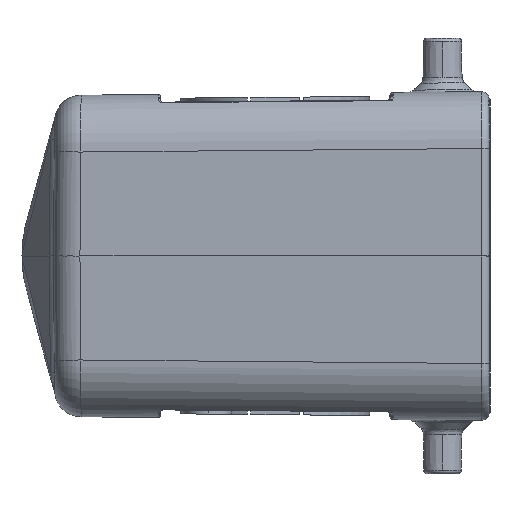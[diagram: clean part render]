
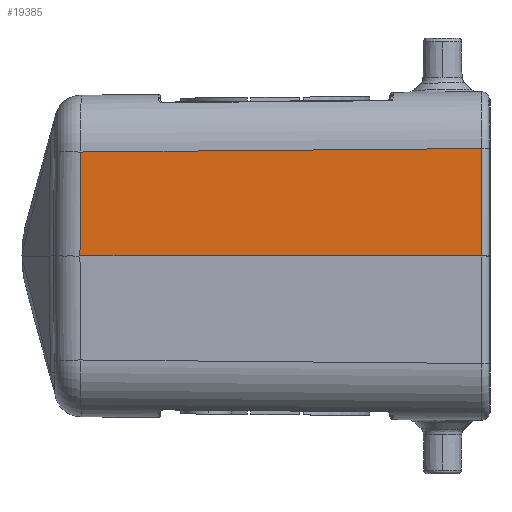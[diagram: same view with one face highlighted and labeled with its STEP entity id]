
A CAD part, left-side view. The second image highlights one B-rep face of the part: STEP entity #19385.
In plain terms, the highlighted planar face has unit normal (-1, 0.009, 0.009).
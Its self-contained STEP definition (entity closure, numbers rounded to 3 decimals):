
#5384=CARTESIAN_POINT('',(-36.033,123.531,
0.));
#5386=DIRECTION('',(-0.009,-1.,0.));
#5387=VECTOR('',#5386,52.524);
#5388=CARTESIAN_POINT('',(-36.033,123.531,
0.));
#5389=LINE('',#5388,#5387);
#5390=DIRECTION('',(-0.009,0.009,-1.));
#5391=VECTOR('',#5390,13.601);
#5392=CARTESIAN_POINT('',(-35.915,123.412,13.6));
#5393=LINE('',#5392,#5391);
#5394=DIRECTION('',(0.009,1.,-0.009));
#5395=VECTOR('',#5394,52.409);
#5396=CARTESIAN_POINT('',(-36.369,71.007,14.057));
#5397=LINE('',#5396,#5395);
#6182=DIRECTION('',(-0.009,0.,-1.));
#6183=VECTOR('',#6182,14.057);
#6184=CARTESIAN_POINT('',(-36.369,71.007,14.057));
#6185=LINE('',#6184,#6183);
#9062=CARTESIAN_POINT('',(-36.369,71.007,14.057));
#9063=CARTESIAN_POINT('',(-35.915,123.412,13.6));
#9064=VERTEX_POINT('',#9062);
#9065=VERTEX_POINT('',#9063);
#9496=VERTEX_POINT('',#5384);
#9612=CARTESIAN_POINT('',(-36.491,71.009,
0.));
#9613=VERTEX_POINT('',#9612);
#19372=CARTESIAN_POINT('',(-36.302,70.,22.725));
#19373=DIRECTION('',(-1.,0.009,0.009));
#19374=DIRECTION('',(-0.009,-1.,0.));
#19375=AXIS2_PLACEMENT_3D('',#19372,#19373,#19374);
#19376=PLANE('',#19375);
#19378=ORIENTED_EDGE('',*,*,#19377,.F.);
#19379=ORIENTED_EDGE('',*,*,#19364,.F.);
#19380=ORIENTED_EDGE('',*,*,#12175,.F.);
#19382=ORIENTED_EDGE('',*,*,#19381,.T.);
#19383=EDGE_LOOP('',(#19378,#19379,#19380,#19382));
#19384=FACE_OUTER_BOUND('',#19383,.F.);
#19385=ADVANCED_FACE('',(#19384),#19376,.T.);
#12175=EDGE_CURVE('',#9064,#9065,#5397,.T.);
#19364=EDGE_CURVE('',#9065,#9496,#5393,.T.);
#19377=EDGE_CURVE('',#9496,#9613,#5389,.T.);
#19381=EDGE_CURVE('',#9064,#9613,#6185,.T.);
